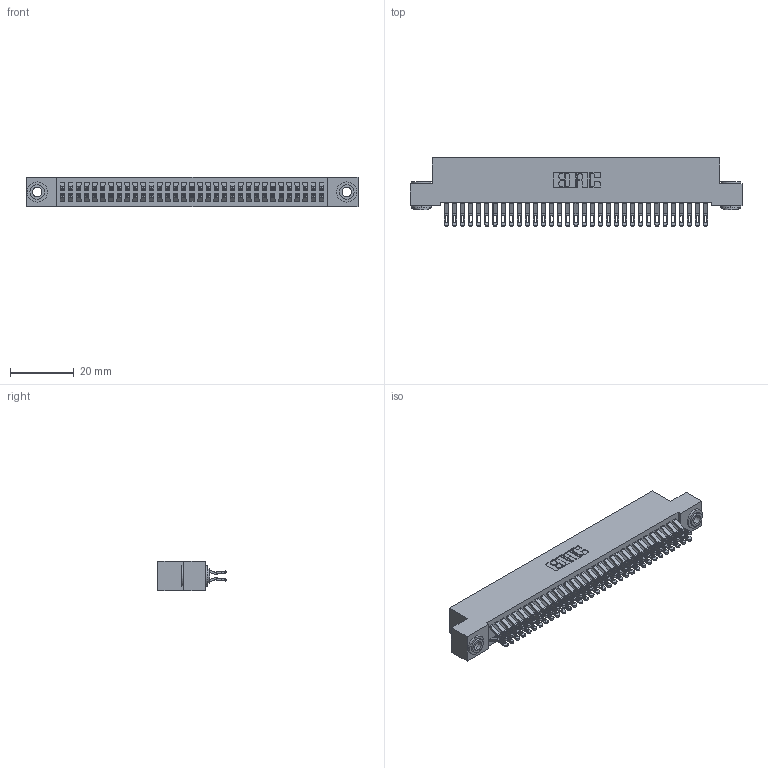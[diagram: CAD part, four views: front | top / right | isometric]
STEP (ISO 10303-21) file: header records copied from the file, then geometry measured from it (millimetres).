
FILE_DESCRIPTION (( 'STEP AP203' ), '1' );
FILE_NAME ('392-066-555-203.STEP', '2019-10-09T11:19:24', ( '' ), ( '' ), 'SwSTEP 2.0', 'SolidWorks 2016', '' );
FILE_SCHEMA (( 'CONFIG_CONTROL_DESIGN' ));
Length unit declared in the file: inch
Products named in the file (4): 342-250-002_345-250-002-102; 392-066-555-203; 342 Part_.156 TH; 345-292-001_555 Tail
Assembly tree (69 placements, depth 2):
  392-066-555-203
    342 Part_.156 TH
    345-292-001_555 Tail  x66
    342-250-002_345-250-002-102  x2
Bounding box: 104.14 x 21.47 x 9.4 mm (x, y, z)
Volume: 9520.6 mm3; surface area: 16128.1 mm2
Topology: 69 solids, 69 shells, 3976 faces, 12453 edges, 8298 vertices
Faces by surface type: plane 2320, cylinder 1648, cone 8
Entity records: 23238 total; most frequent: CARTESIAN_POINT 3871, ORIENTED_EDGE 3770, DIRECTION 3327, EDGE_CURVE 1885, LINE 1713, VECTOR 1713, VERTEX_POINT 1254, AXIS2_PLACEMENT_3D 807
